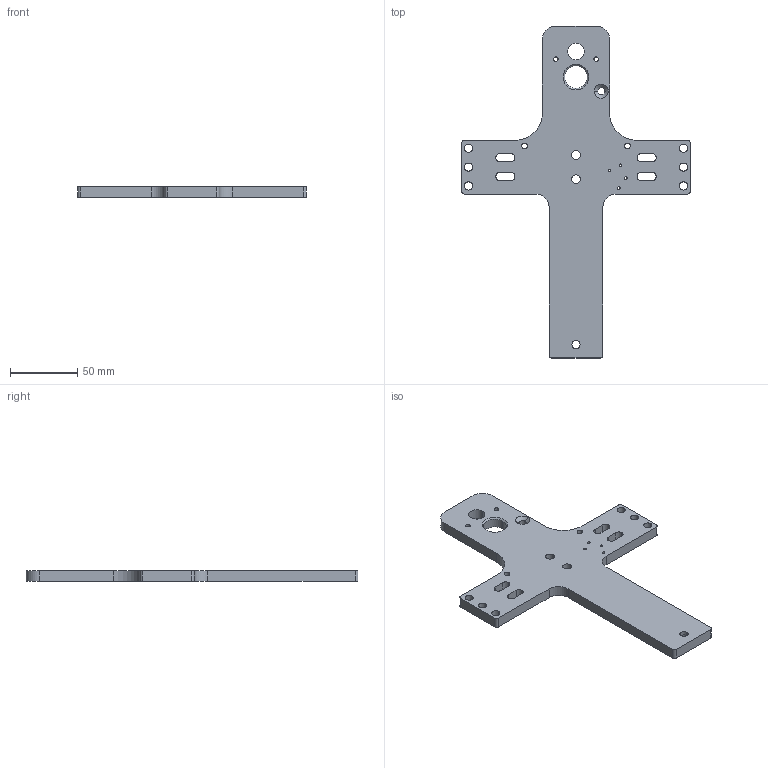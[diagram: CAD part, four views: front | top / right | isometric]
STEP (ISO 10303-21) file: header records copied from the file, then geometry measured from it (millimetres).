
FILE_DESCRIPTION (( 'STEP AP203' ), '1' );
FILE_NAME ('V2_ASV-1.4-USI_001-A-CHASSIS.STEP', '2024-09-10T09:01:57', ( '' ), ( '' ), 'SwSTEP 2.0', 'SolidWorks 2016', '' );
FILE_SCHEMA (( 'CONFIG_CONTROL_DESIGN' ));
Length unit declared in the file: millimetre
Products named in the file (1): V2_ASV-1.4-USI_001-A-CHASSIS
Bounding box: 170 x 247 x 8 mm (x, y, z)
Volume: 120133.5 mm3; surface area: 40443.1 mm2
Topology: 1 solids, 1 shells, 97 faces, 274 edges, 180 vertices
Faces by surface type: cylinder 66, plane 23, cone 8
Entity records: 3377 total; most frequent: DIRECTION 610, CARTESIAN_POINT 552, ORIENTED_EDGE 548, EDGE_CURVE 274, AXIS2_PLACEMENT_3D 238, VERTEX_POINT 180, EDGE_LOOP 146, CIRCLE 140
